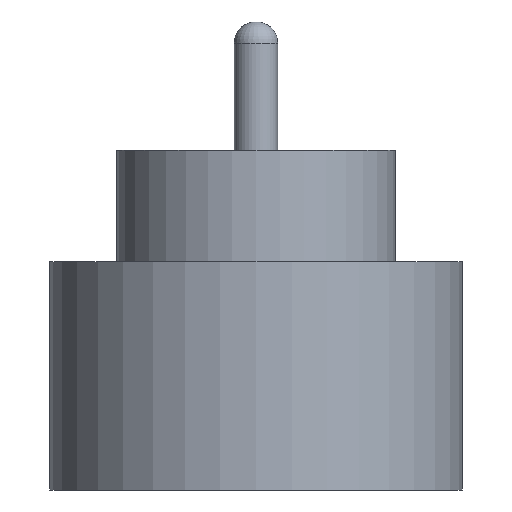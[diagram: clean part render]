
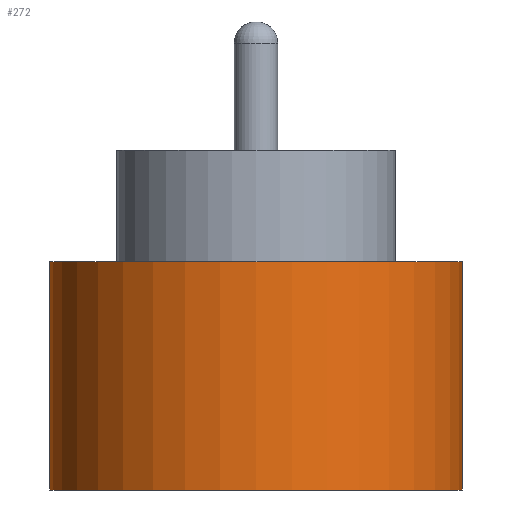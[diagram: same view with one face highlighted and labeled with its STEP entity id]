
A CAD part, front view. The second image highlights one B-rep face of the part: STEP entity #272.
In plain terms, the highlighted cylindrical face has radius 1.85 mm (diameter 3.7 mm), a partial arc.
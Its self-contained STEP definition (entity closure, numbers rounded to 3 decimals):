
#34 = CARTESIAN_POINT ( 'NONE',  ( -1.85, 0., 1.55 ) ) ;
#54 = CARTESIAN_POINT ( 'NONE',  ( 0., 0., 2.55 ) ) ;
#161 = EDGE_CURVE ( 'NONE', #491, #668, #606, .T. ) ;
#165 = LINE ( 'NONE', #760, #614 ) ;
#168 = CARTESIAN_POINT ( 'NONE',  ( 0., 0., -0.5 ) ) ;
#245 = VERTEX_POINT ( 'NONE', #34 ) ;
#251 = CARTESIAN_POINT ( 'NONE',  ( 0., 0., 1.55 ) ) ;
#272 = ADVANCED_FACE ( 'NONE', ( #476 ), #361, .T. ) ;
#333 = DIRECTION ( 'NONE',  ( 0., 0., -1. ) ) ;
#354 = ORIENTED_EDGE ( 'NONE', *, *, #161, .T. ) ;
#356 = AXIS2_PLACEMENT_3D ( 'NONE', #168, #671, #879 ) ;
#361 = CYLINDRICAL_SURFACE ( 'NONE', #518, 1.85 ) ;
#375 = LINE ( 'NONE', #773, #582 ) ;
#381 = VERTEX_POINT ( 'NONE', #677 ) ;
#388 = EDGE_CURVE ( 'NONE', #245, #381, #823, .T. ) ;
#406 = DIRECTION ( 'NONE',  ( -1., 0., 0. ) ) ;
#408 = ORIENTED_EDGE ( 'NONE', *, *, #694, .F. ) ;
#426 = EDGE_LOOP ( 'NONE', ( #408, #806, #512, #354 ) ) ;
#476 = FACE_OUTER_BOUND ( 'NONE', #426, .T. ) ;
#491 = VERTEX_POINT ( 'NONE', #885 ) ;
#512 = ORIENTED_EDGE ( 'NONE', *, *, #528, .T. ) ;
#518 = AXIS2_PLACEMENT_3D ( 'NONE', #54, #333, #406 ) ;
#524 = AXIS2_PLACEMENT_3D ( 'NONE', #251, #893, #551 ) ;
#528 = EDGE_CURVE ( 'NONE', #245, #491, #165, .T. ) ;
#551 = DIRECTION ( 'NONE',  ( 1., 0., 0. ) ) ;
#582 = VECTOR ( 'NONE', #644, 1000. ) ;
#606 = CIRCLE ( 'NONE', #356, 1.85 ) ;
#614 = VECTOR ( 'NONE', #819, 1000. ) ;
#644 = DIRECTION ( 'NONE',  ( 0., 0., -1. ) ) ;
#668 = VERTEX_POINT ( 'NONE', #904 ) ;
#671 = DIRECTION ( 'NONE',  ( 0., 0., 1. ) ) ;
#677 = CARTESIAN_POINT ( 'NONE',  ( 1.85, 0., 1.55 ) ) ;
#694 = EDGE_CURVE ( 'NONE', #381, #668, #375, .T. ) ;
#760 = CARTESIAN_POINT ( 'NONE',  ( -1.85, 0., 2.55 ) ) ;
#773 = CARTESIAN_POINT ( 'NONE',  ( 1.85, 0., 2.55 ) ) ;
#806 = ORIENTED_EDGE ( 'NONE', *, *, #388, .F. ) ;
#819 = DIRECTION ( 'NONE',  ( 0., 0., -1. ) ) ;
#823 = CIRCLE ( 'NONE', #524, 1.85 ) ;
#879 = DIRECTION ( 'NONE',  ( 1., 0., 0. ) ) ;
#885 = CARTESIAN_POINT ( 'NONE',  ( -1.85, 0., -0.5 ) ) ;
#893 = DIRECTION ( 'NONE',  ( 0., 0., 1. ) ) ;
#904 = CARTESIAN_POINT ( 'NONE',  ( 1.85, 0., -0.5 ) ) ;
